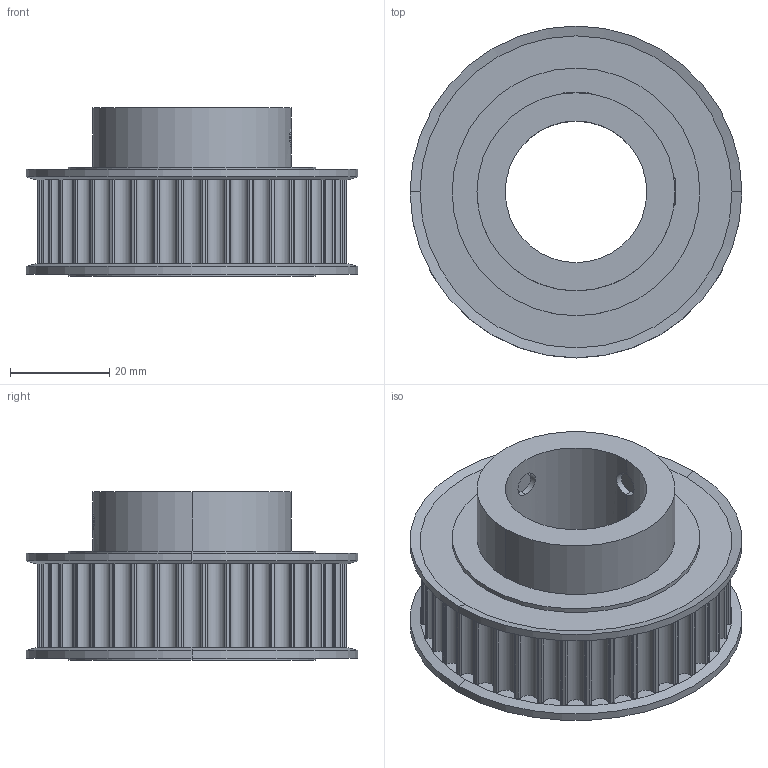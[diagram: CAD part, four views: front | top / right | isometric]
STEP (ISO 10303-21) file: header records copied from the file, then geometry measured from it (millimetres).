
FILE_DESCRIPTION (( 'STEP AP203' ), '1' );
FILE_NAME ('A40-5M15-SS-1125.step', '2023-08-24T19:18:06', ( '' ), ( '' ), 'SwSTEP 2.0', 'SolidWorks 2021', '' );
FILE_SCHEMA (( 'CONFIG_CONTROL_DESIGN' ));
Length unit declared in the file: millimetre
Products named in the file (1): A40-5M15-SS-1125
Bounding box: 67 x 67 x 34 mm (x, y, z)
Volume: 56265.7 mm3; surface area: 22380.8 mm2
Topology: 5 solids, 5 shells, 282 faces, 769 edges, 496 vertices
Faces by surface type: cylinder 223, cone 34, plane 25
Entity records: 9528 total; most frequent: CARTESIAN_POINT 1958, DIRECTION 1761, ORIENTED_EDGE 1530, EDGE_CURVE 765, AXIS2_PLACEMENT_3D 751, VERTEX_POINT 496, CIRCLE 468, EDGE_LOOP 295
